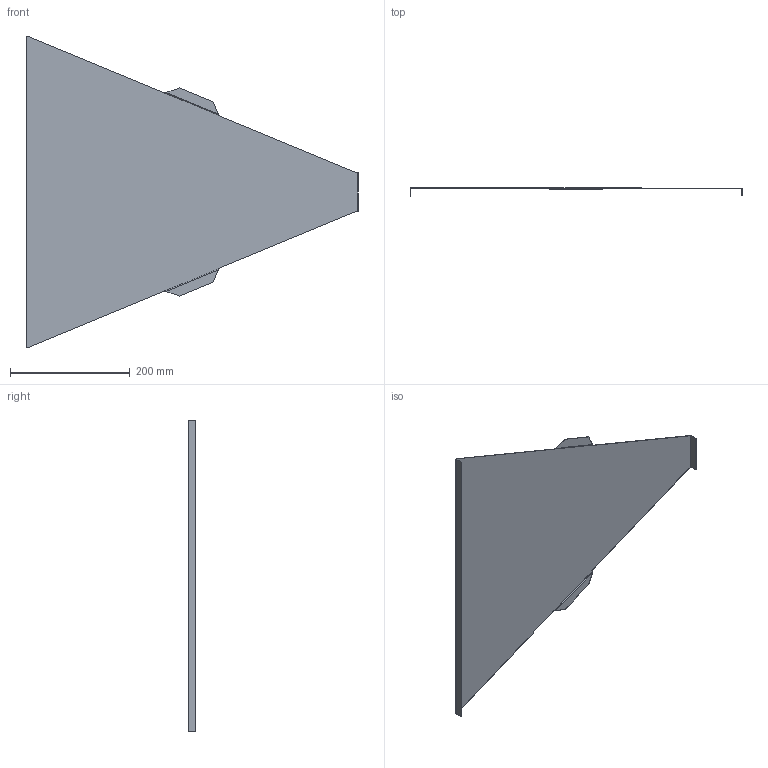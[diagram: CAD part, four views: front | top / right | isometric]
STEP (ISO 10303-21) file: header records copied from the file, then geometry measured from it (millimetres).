
FILE_DESCRIPTION (( 'STEP AP214' ), '1' );
FILE_NAME ('7128941.stp', '2018-10-02T10:43:04', ( '' ), ( '' ), 'SwSTEP 2.0', 'SolidWorks 2018', '' );
FILE_SCHEMA (( 'AUTOMOTIVE_DESIGN' ));
Length unit declared in the file: millimetre
Products named in the file (1): 7128941
Bounding box: 554 x 13 x 520.13 mm (x, y, z)
Volume: 120330.8 mm3; surface area: 345104.6 mm2
Topology: 1 solids, 1 shells, 46 faces, 132 edges, 88 vertices
Faces by surface type: plane 38, bspline 8
Entity records: 1654 total; most frequent: CARTESIAN_POINT 531, ORIENTED_EDGE 264, DIRECTION 162, EDGE_CURVE 132, VERTEX_POINT 88, LINE 84, VECTOR 84, B_SPLINE_CURVE_WITH_KNOTS 48
